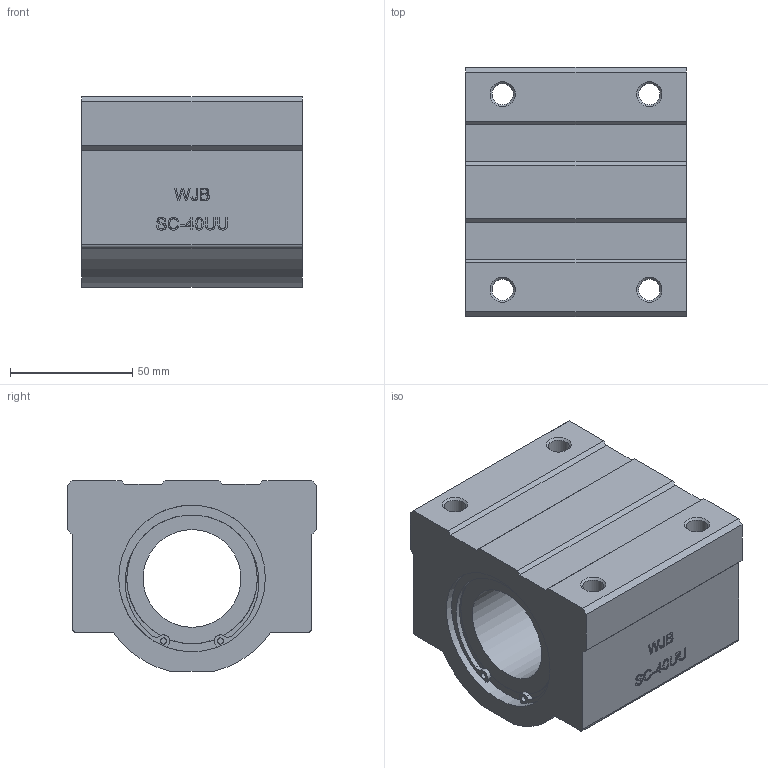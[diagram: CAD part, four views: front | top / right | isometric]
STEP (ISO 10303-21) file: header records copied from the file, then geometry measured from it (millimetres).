
FILE_DESCRIPTION(/* description */ (''),/* implementation_level */ '2;1');
FILE_NAME(/* name */ 'WJB-SC40UU.stp',/* time_stamp */ '2018-11-25T22:12:40+08:00',/* author */ (''),/* organization */ (''),/* preprocessor_version */ 'ST-DEVELOPER v11',/* originating_system */ 'SIEMENS UGS NX 6.0',/* authorisation */ '');
FILE_SCHEMA (('CONFIG_CONTROL_DESIGN'));
Length unit declared in the file: millimetre
Products named in the file (1): WJB-SC40UU
Bounding box: 90 x 102 x 78 mm (x, y, z)
Volume: 476881.2 mm3; surface area: 62487.5 mm2
Topology: 3 solids, 3 shells, 257 faces, 639 edges, 422 vertices
Faces by surface type: plane 160, extrusion 62, cylinder 31, cone 4
Full cylindrical faces by diameter (mm): 2.5 x4, 8.7 x4, 40 x1, 53.4 x2, 57 x2, 60 x4
Entity records: 9356 total; most frequent: CARTESIAN_POINT 3570, ORIENTED_EDGE 1220, DIRECTION 948, EDGE_CURVE 610, VERTEX_POINT 414, VECTOR 376, EDGE_LOOP 326, LINE 314
